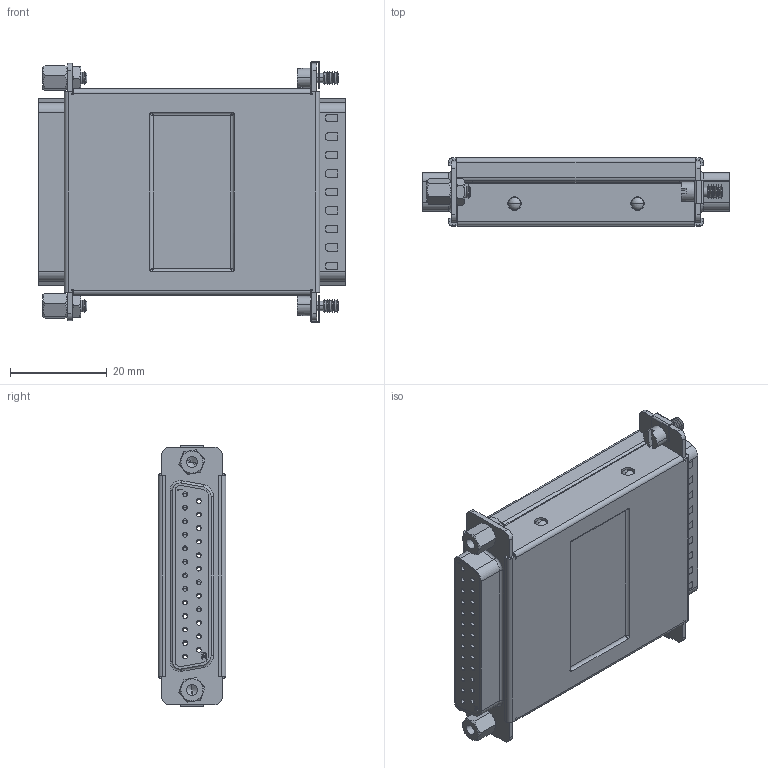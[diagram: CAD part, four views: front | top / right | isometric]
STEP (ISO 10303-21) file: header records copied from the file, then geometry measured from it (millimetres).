
FILE_DESCRIPTION (( 'STEP AP214' ), '1' );
FILE_NAME ('DIYRA.STEP', '2009-08-11T14:01:46', ( ' ' ), ( ' ' ), 'SwSTEP 2.0', 'SolidWorks 2008', '' );
FILE_SCHEMA (( 'AUTOMOTIVE_DESIGN' ));
Length unit declared in the file: inch
Products named in the file (12): 3AA02-005; CPM10; DHS25; DIYRA; C&P25F; DHS25-MA2; DHS25-MA1; SDF1-MA2; SDF1-PROD; C&P25M; 3AA05-004_.200 HEX HEIGHT; SDF1-MA1
Assembly tree (23 placements, depth 3):
  DIYRA
    3AA02-005  x2
    3AA05-004_.200 HEX HEIGHT  x2
    CPM10  x10
    C&P25F
    DHS25
      DHS25-MA1
      DHS25-MA2
    C&P25M
    SDF1-PROD  x2
      SDF1-MA1
      SDF1-MA2
Bounding box: 63.27 x 14.01 x 53.95 mm (x, y, z)
Volume: 13831.3 mm3; surface area: 23225.4 mm2
Topology: 22 solids, 22 shells, 1480 faces, 3464 edges, 2156 vertices
Faces by surface type: plane 616, cylinder 588, cone 168, bspline 44, torus 40, sphere 24
Entity records: 44623 total; most frequent: CARTESIAN_POINT 8386, DIRECTION 5947, ORIENTED_EDGE 5530, EDGE_CURVE 2765, AXIS2_PLACEMENT_3D 2178, VERTEX_POINT 1753, VECTOR 1591, LINE 1591
